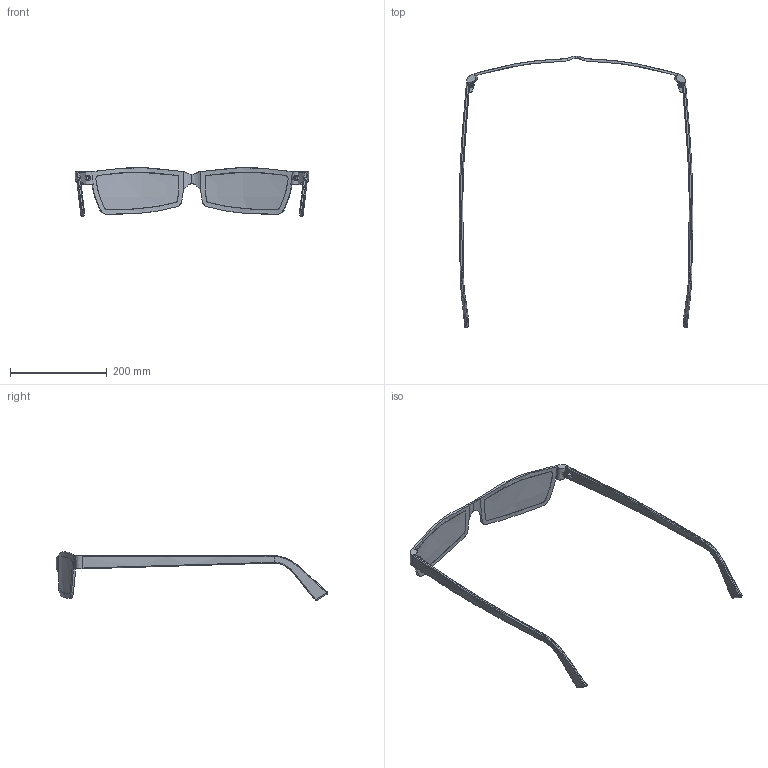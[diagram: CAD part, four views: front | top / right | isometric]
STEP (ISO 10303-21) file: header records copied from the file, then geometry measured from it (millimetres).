
FILE_DESCRIPTION(('FreeCAD Model'),'2;1');
FILE_NAME('Open CASCADE Shape Model','2025-05-04T10:37:52',('FreeCAD'),( 'FreeCAD'),'Open CASCADE STEP processor 7.6','FreeCAD','Unknown');
FILE_SCHEMA(('AUTOMOTIVE_DESIGN { 1 0 10303 214 1 1 1 1 }'));
Products named in the file (1): Open CASCADE STEP translator 7.6 1
Bounding box: 481.72 x 560.22 x 100.15 mm (x, y, z)
Volume: 318486.7 mm3; surface area: 143917.6 mm2
Topology: 11 solids, 11 shells, 292 faces, 750 edges, 476 vertices
Faces by surface type: bspline 292
Entity records: 36516 total; most frequent: CARTESIAN_POINT 32037, ORIENTED_EDGE 1484, EDGE_CURVE 742, B_SPLINE_CURVE_WITH_KNOTS 630, VERTEX_POINT 476, FACE_BOUND 312, EDGE_LOOP 312, ADVANCED_FACE 292
